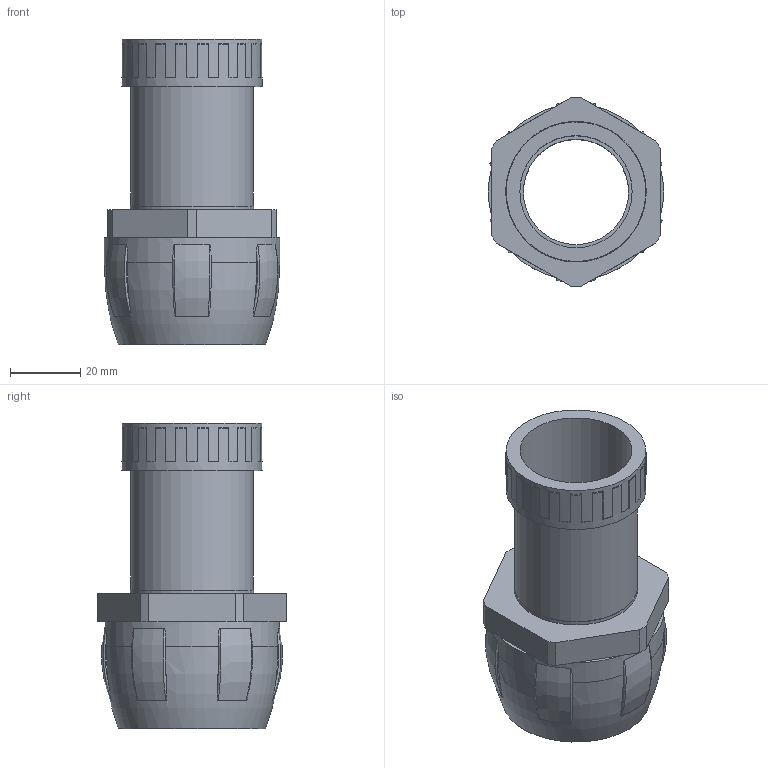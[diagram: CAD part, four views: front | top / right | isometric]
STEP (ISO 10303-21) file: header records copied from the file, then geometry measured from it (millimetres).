
FILE_DESCRIPTION (( 'STEP AP203' ), '1' );
FILE_NAME ('CTA10D-GA32-K41-020 Ìóôòà òðóáà 32 - òðóáà àðìèðîâàííàÿ 32. IP65 GA32 ÈÝÊ.STEP', '2016-06-29T13:25:35', ( '' ), ( '' ), 'SwSTEP 2.0', 'SolidWorks 2014', '' );
FILE_SCHEMA (( 'CONFIG_CONTROL_DESIGN' ));
Length unit declared in the file: millimetre
Products named in the file (1): CTA10D-GA32-K41-020 Ìóôòà òðóáà 32 - òðóáà àðìèðîâàííàÿ 32. IP65 GA32 ÈÝÊ
Bounding box: 50 x 53.99 x 87 mm (x, y, z)
Volume: 44740.7 mm3; surface area: 30831.4 mm2
Topology: 1 solids, 1 shells, 158 faces, 437 edges, 287 vertices
Faces by surface type: plane 98, cylinder 21, cone 20, bspline 12, torus 7
Full cylindrical faces by diameter (mm): 30 x1, 32 x2, 35 x1, 35.2 x1, 38 x1, 39.8 x1, 40 x1, 50 x1
Entity records: 5887 total; most frequent: CARTESIAN_POINT 1933, ORIENTED_EDGE 846, DIRECTION 772, EDGE_CURVE 423, AXIS2_PLACEMENT_3D 302, VERTEX_POINT 283, EDGE_LOOP 176, LINE 168
